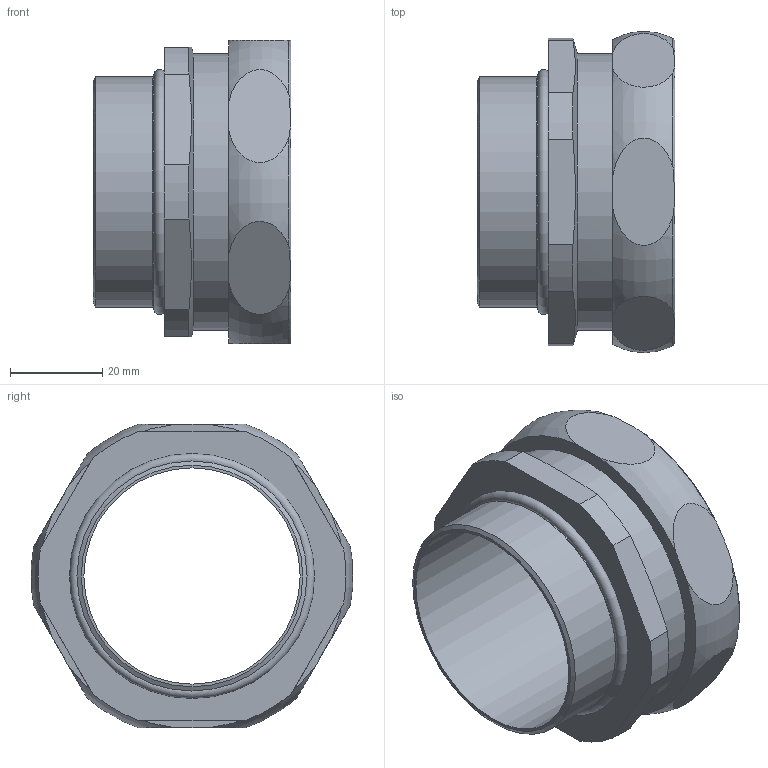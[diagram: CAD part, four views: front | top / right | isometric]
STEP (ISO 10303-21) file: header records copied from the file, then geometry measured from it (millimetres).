
FILE_DESCRIPTION( ( 'STEP AP203' ), '1' );
FILE_NAME( 'FLEXA RGE-M 5126.054.050.stp', '2020-03-24T11:52:52', ( 'License CC BY-ND 4.0' ), ( 'CADENAS' ), ' ', 'PARTsolutions', ' ' );
FILE_SCHEMA( ( 'CONFIG_CONTROL_DESIGN' ) );
Length unit declared in the file: millimetre
Products named in the file (1): _FLEXA RGE-M 5126.054.050
Bounding box: 43 x 69.81 x 66 mm (x, y, z)
Volume: 46887 mm3; surface area: 19815.9 mm2
Topology: 1 solids, 1 shells, 40 faces, 99 edges, 65 vertices
Faces by surface type: plane 18, cylinder 11, torus 8, cone 3
Full cylindrical faces by diameter (mm): 47 x1, 48.16 x1, 50 x1, 54.5 x1, 60 x1
Entity records: 1700 total; most frequent: CARTESIAN_POINT 766, DIRECTION 182, ORIENTED_EDGE 172, EDGE_CURVE 86, AXIS2_PLACEMENT_3D 79, VERTEX_POINT 63, EDGE_LOOP 56, FACE_OUTER_BOUND 47
